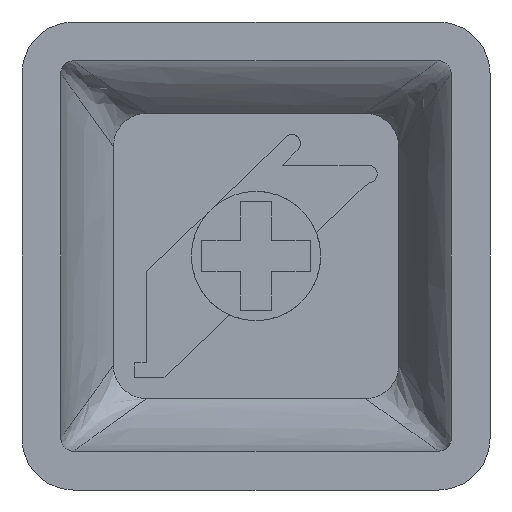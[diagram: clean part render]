
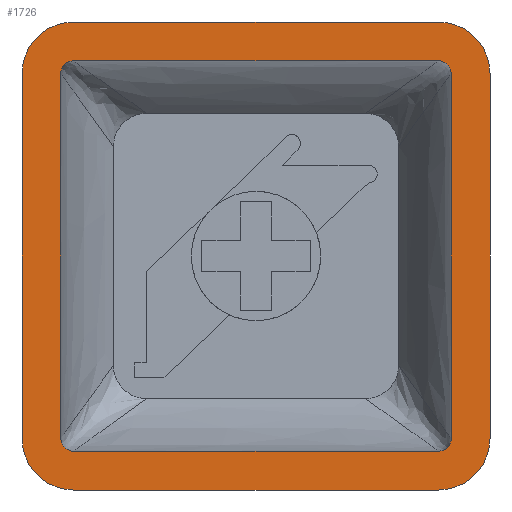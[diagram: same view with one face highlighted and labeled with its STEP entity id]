
A CAD part, front view. The second image highlights one B-rep face of the part: STEP entity #1726.
In plain terms, the highlighted planar face has unit normal (0, -1, 0).
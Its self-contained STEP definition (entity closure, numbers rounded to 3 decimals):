
#40=CIRCLE('',#1821,2.);
#41=CIRCLE('',#1822,2.);
#42=CIRCLE('',#1823,2.);
#43=CIRCLE('',#1824,2.);
#56=FACE_BOUND('',#245,.T.);
#75=PLANE('',#1820);
#148=FACE_OUTER_BOUND('',#244,.T.);
#244=EDGE_LOOP('',(#1287,#1288,#1289,#1290,#1291,#1292,#1293,#1294));
#245=EDGE_LOOP('',(#1295,#1296,#1297,#1298,#1299,#1300,#1301,#1302));
#359=LINE('',#2972,#533);
#360=LINE('',#2976,#534);
#361=LINE('',#2980,#535);
#362=LINE('',#2983,#536);
#533=VECTOR('',#1955,10.);
#534=VECTOR('',#1958,10.);
#535=VECTOR('',#1961,10.);
#536=VECTOR('',#1964,10.);
#687=B_SPLINE_CURVE_WITH_KNOTS('',3,(#2579,#2580,#2581,#2582,#2583,#2584,
#2585,#2586,#2587,#2588),.UNSPECIFIED.,.F.,.F.,(4,1,1,1,1,1,1,4),(0.,
0.143,0.286,0.429,0.571,
0.714,0.857,1.),.UNSPECIFIED.);
#690=B_SPLINE_CURVE_WITH_KNOTS('',3,(#2628,#2629,#2630,#2631,#2632,#2633,
#2634),.UNSPECIFIED.,.F.,.F.,(4,1,1,1,4),(0.,0.286,0.571,
0.857,1.),.UNSPECIFIED.);
#692=B_SPLINE_CURVE_WITH_KNOTS('',3,(#2696,#2697,#2698,#2699,#2700,#2701,
#2702,#2703,#2704),.UNSPECIFIED.,.F.,.F.,(4,1,1,1,1,1,4),(0.,
0.214,0.429,0.571,0.714,
0.857,1.),.UNSPECIFIED.);
#694=B_SPLINE_CURVE_WITH_KNOTS('',3,(#2738,#2739,#2740,#2741,#2742,#2743,
#2744),.UNSPECIFIED.,.F.,.F.,(4,1,1,1,4),(0.,0.286,0.571,
0.857,1.),.UNSPECIFIED.);
#696=B_SPLINE_CURVE_WITH_KNOTS('',3,(#2812,#2813,#2814,#2815,#2816,#2817,
#2818,#2819,#2820,#2821),.UNSPECIFIED.,.F.,.F.,(4,1,1,1,1,1,1,4),(0.,
0.143,0.286,0.429,0.571,
0.714,0.857,1.),.UNSPECIFIED.);
#698=B_SPLINE_CURVE_WITH_KNOTS('',3,(#2855,#2856,#2857,#2858,#2859,#2860,
#2861),.UNSPECIFIED.,.F.,.F.,(4,1,1,1,4),(0.,0.286,0.571,
0.857,1.),.UNSPECIFIED.);
#700=B_SPLINE_CURVE_WITH_KNOTS('',3,(#2923,#2924,#2925,#2926,#2927,#2928,
#2929,#2930,#2931),.UNSPECIFIED.,.F.,.F.,(4,1,1,1,1,1,4),(0.,
0.214,0.429,0.571,0.714,
0.857,1.),.UNSPECIFIED.);
#701=B_SPLINE_CURVE_WITH_KNOTS('',3,(#2960,#2961,#2962,#2963,#2964,#2965,
#2966),.UNSPECIFIED.,.F.,.F.,(4,1,1,1,4),(0.,0.286,0.571,
0.857,1.),.UNSPECIFIED.);
#766=VERTEX_POINT('',#2571);
#767=VERTEX_POINT('',#2578);
#768=VERTEX_POINT('',#2623);
#769=VERTEX_POINT('',#2689);
#770=VERTEX_POINT('',#2733);
#771=VERTEX_POINT('',#2805);
#772=VERTEX_POINT('',#2850);
#773=VERTEX_POINT('',#2916);
#774=VERTEX_POINT('',#2968);
#775=VERTEX_POINT('',#2969);
#776=VERTEX_POINT('',#2971);
#777=VERTEX_POINT('',#2973);
#778=VERTEX_POINT('',#2975);
#779=VERTEX_POINT('',#2977);
#780=VERTEX_POINT('',#2979);
#781=VERTEX_POINT('',#2981);
#959=EDGE_CURVE('',#767,#766,#687,.T.);
#962=EDGE_CURVE('',#766,#768,#690,.T.);
#964=EDGE_CURVE('',#768,#769,#692,.T.);
#966=EDGE_CURVE('',#769,#770,#694,.T.);
#968=EDGE_CURVE('',#770,#771,#696,.T.);
#970=EDGE_CURVE('',#771,#772,#698,.T.);
#972=EDGE_CURVE('',#772,#773,#700,.T.);
#973=EDGE_CURVE('',#773,#767,#701,.T.);
#974=EDGE_CURVE('',#774,#775,#40,.T.);
#975=EDGE_CURVE('',#776,#774,#359,.T.);
#976=EDGE_CURVE('',#777,#776,#41,.T.);
#977=EDGE_CURVE('',#778,#777,#360,.T.);
#978=EDGE_CURVE('',#779,#778,#42,.T.);
#979=EDGE_CURVE('',#780,#779,#361,.T.);
#980=EDGE_CURVE('',#781,#780,#43,.T.);
#981=EDGE_CURVE('',#775,#781,#362,.T.);
#1287=ORIENTED_EDGE('',*,*,#974,.F.);
#1288=ORIENTED_EDGE('',*,*,#975,.F.);
#1289=ORIENTED_EDGE('',*,*,#976,.F.);
#1290=ORIENTED_EDGE('',*,*,#977,.F.);
#1291=ORIENTED_EDGE('',*,*,#978,.F.);
#1292=ORIENTED_EDGE('',*,*,#979,.F.);
#1293=ORIENTED_EDGE('',*,*,#980,.F.);
#1294=ORIENTED_EDGE('',*,*,#981,.F.);
#1295=ORIENTED_EDGE('',*,*,#959,.T.);
#1296=ORIENTED_EDGE('',*,*,#962,.T.);
#1297=ORIENTED_EDGE('',*,*,#964,.T.);
#1298=ORIENTED_EDGE('',*,*,#966,.T.);
#1299=ORIENTED_EDGE('',*,*,#968,.T.);
#1300=ORIENTED_EDGE('',*,*,#970,.T.);
#1301=ORIENTED_EDGE('',*,*,#972,.T.);
#1302=ORIENTED_EDGE('',*,*,#973,.T.);
#1726=ADVANCED_FACE('',(#148,#56),#75,.F.);
#1820=AXIS2_PLACEMENT_3D('',#2967,#1951,#1952);
#1821=AXIS2_PLACEMENT_3D('',#2970,#1953,#1954);
#1822=AXIS2_PLACEMENT_3D('',#2974,#1956,#1957);
#1823=AXIS2_PLACEMENT_3D('',#2978,#1959,#1960);
#1824=AXIS2_PLACEMENT_3D('',#2982,#1962,#1963);
#1951=DIRECTION('center_axis',(0.,1.,0.));
#1952=DIRECTION('ref_axis',(0.,0.,1.));
#1953=DIRECTION('center_axis',(0.,1.,0.));
#1954=DIRECTION('ref_axis',(0.,0.,1.));
#1955=DIRECTION('',(1.,0.,0.));
#1956=DIRECTION('center_axis',(0.,1.,0.));
#1957=DIRECTION('ref_axis',(-1.,0.,0.));
#1958=DIRECTION('',(0.,0.,1.));
#1959=DIRECTION('center_axis',(0.,1.,0.));
#1960=DIRECTION('ref_axis',(0.,0.,-1.));
#1961=DIRECTION('',(-1.,0.,0.));
#1962=DIRECTION('center_axis',(0.,1.,0.));
#1963=DIRECTION('ref_axis',(1.,0.,0.));
#1964=DIRECTION('',(0.,0.,-1.));
#2571=CARTESIAN_POINT('',(16.6,0.,16.1));
#2578=CARTESIAN_POINT('',(16.1,0.,16.6));
#2579=CARTESIAN_POINT('Ctrl Pts',(16.1,0.,16.6));
#2580=CARTESIAN_POINT('Ctrl Pts',(16.137,0.,16.6));
#2581=CARTESIAN_POINT('Ctrl Pts',(16.212,0.,16.592));
#2582=CARTESIAN_POINT('Ctrl Pts',(16.319,0.,16.554));
#2583=CARTESIAN_POINT('Ctrl Pts',(16.414,0.,16.494));
#2584=CARTESIAN_POINT('Ctrl Pts',(16.494,0.,16.414));
#2585=CARTESIAN_POINT('Ctrl Pts',(16.554,0.,16.319));
#2586=CARTESIAN_POINT('Ctrl Pts',(16.592,0.,16.212));
#2587=CARTESIAN_POINT('Ctrl Pts',(16.6,0.,16.137));
#2588=CARTESIAN_POINT('Ctrl Pts',(16.6,0.,16.1));
#2623=CARTESIAN_POINT('',(16.6,0.,2.));
#2628=CARTESIAN_POINT('Ctrl Pts',(16.6,0.,16.1));
#2629=CARTESIAN_POINT('Ctrl Pts',(16.6,0.,15.801));
#2630=CARTESIAN_POINT('Ctrl Pts',(16.6,0.,13.413));
#2631=CARTESIAN_POINT('Ctrl Pts',(16.6,0.,7.532));
#2632=CARTESIAN_POINT('Ctrl Pts',(16.6,0.,3.269));
#2633=CARTESIAN_POINT('Ctrl Pts',(16.6,0.,2.15));
#2634=CARTESIAN_POINT('Ctrl Pts',(16.6,0.,2.));
#2689=CARTESIAN_POINT('',(16.1,0.,1.5));
#2696=CARTESIAN_POINT('Ctrl Pts',(16.6,0.,2.));
#2697=CARTESIAN_POINT('Ctrl Pts',(16.6,0.,1.944));
#2698=CARTESIAN_POINT('Ctrl Pts',(16.581,0.,1.832));
#2699=CARTESIAN_POINT('Ctrl Pts',(16.508,0.,1.699));
#2700=CARTESIAN_POINT('Ctrl Pts',(16.414,0.,1.606));
#2701=CARTESIAN_POINT('Ctrl Pts',(16.319,0.,1.546));
#2702=CARTESIAN_POINT('Ctrl Pts',(16.212,0.,1.508));
#2703=CARTESIAN_POINT('Ctrl Pts',(16.137,0.,1.5));
#2704=CARTESIAN_POINT('Ctrl Pts',(16.1,0.,1.5));
#2733=CARTESIAN_POINT('',(2.,0.,1.5));
#2738=CARTESIAN_POINT('Ctrl Pts',(16.1,0.,1.5));
#2739=CARTESIAN_POINT('Ctrl Pts',(15.801,0.,1.5));
#2740=CARTESIAN_POINT('Ctrl Pts',(13.413,0.,1.5));
#2741=CARTESIAN_POINT('Ctrl Pts',(7.532,0.,1.5));
#2742=CARTESIAN_POINT('Ctrl Pts',(3.269,0.,1.5));
#2743=CARTESIAN_POINT('Ctrl Pts',(2.15,0.,1.5));
#2744=CARTESIAN_POINT('Ctrl Pts',(2.,0.,1.5));
#2805=CARTESIAN_POINT('',(1.5,0.,2.));
#2812=CARTESIAN_POINT('Ctrl Pts',(2.,0.,1.5));
#2813=CARTESIAN_POINT('Ctrl Pts',(1.963,0.,1.5));
#2814=CARTESIAN_POINT('Ctrl Pts',(1.888,0.,1.508));
#2815=CARTESIAN_POINT('Ctrl Pts',(1.781,0.,1.546));
#2816=CARTESIAN_POINT('Ctrl Pts',(1.686,0.,1.606));
#2817=CARTESIAN_POINT('Ctrl Pts',(1.606,0.,1.686));
#2818=CARTESIAN_POINT('Ctrl Pts',(1.546,0.,1.781));
#2819=CARTESIAN_POINT('Ctrl Pts',(1.508,0.,1.888));
#2820=CARTESIAN_POINT('Ctrl Pts',(1.5,0.,1.963));
#2821=CARTESIAN_POINT('Ctrl Pts',(1.5,0.,2.));
#2850=CARTESIAN_POINT('',(1.5,0.,16.1));
#2855=CARTESIAN_POINT('Ctrl Pts',(1.5,0.,2.));
#2856=CARTESIAN_POINT('Ctrl Pts',(1.5,0.,2.299));
#2857=CARTESIAN_POINT('Ctrl Pts',(1.5,0.,4.687));
#2858=CARTESIAN_POINT('Ctrl Pts',(1.5,0.,10.568));
#2859=CARTESIAN_POINT('Ctrl Pts',(1.5,0.,14.831));
#2860=CARTESIAN_POINT('Ctrl Pts',(1.5,0.,15.95));
#2861=CARTESIAN_POINT('Ctrl Pts',(1.5,0.,16.1));
#2916=CARTESIAN_POINT('',(2.,0.,16.6));
#2923=CARTESIAN_POINT('Ctrl Pts',(1.5,0.,16.1));
#2924=CARTESIAN_POINT('Ctrl Pts',(1.5,0.,16.156));
#2925=CARTESIAN_POINT('Ctrl Pts',(1.519,0.,16.268));
#2926=CARTESIAN_POINT('Ctrl Pts',(1.592,0.,16.401));
#2927=CARTESIAN_POINT('Ctrl Pts',(1.686,0.,16.494));
#2928=CARTESIAN_POINT('Ctrl Pts',(1.781,0.,16.554));
#2929=CARTESIAN_POINT('Ctrl Pts',(1.888,0.,16.592));
#2930=CARTESIAN_POINT('Ctrl Pts',(1.963,0.,16.6));
#2931=CARTESIAN_POINT('Ctrl Pts',(2.,0.,16.6));
#2960=CARTESIAN_POINT('Ctrl Pts',(2.,0.,16.6));
#2961=CARTESIAN_POINT('Ctrl Pts',(2.299,0.,16.6));
#2962=CARTESIAN_POINT('Ctrl Pts',(4.687,0.,16.6));
#2963=CARTESIAN_POINT('Ctrl Pts',(10.568,0.,16.6));
#2964=CARTESIAN_POINT('Ctrl Pts',(14.831,0.,16.6));
#2965=CARTESIAN_POINT('Ctrl Pts',(15.95,0.,16.6));
#2966=CARTESIAN_POINT('Ctrl Pts',(16.1,0.,16.6));
#2967=CARTESIAN_POINT('Origin',(9.05,0.,9.05));
#2968=CARTESIAN_POINT('',(16.1,0.,18.1));
#2969=CARTESIAN_POINT('',(18.1,0.,16.1));
#2970=CARTESIAN_POINT('Origin',(16.1,0.,16.1));
#2971=CARTESIAN_POINT('',(2.,0.,18.1));
#2972=CARTESIAN_POINT('',(16.1,0.,18.1));
#2973=CARTESIAN_POINT('',(0.,0.,16.1));
#2974=CARTESIAN_POINT('Origin',(2.,0.,16.1));
#2975=CARTESIAN_POINT('',(0.,0.,2.));
#2976=CARTESIAN_POINT('',(0.,0.,16.1));
#2977=CARTESIAN_POINT('',(2.,0.,0.));
#2978=CARTESIAN_POINT('Origin',(2.,0.,2.));
#2979=CARTESIAN_POINT('',(16.1,0.,0.));
#2980=CARTESIAN_POINT('',(2.,0.,0.));
#2981=CARTESIAN_POINT('',(18.1,0.,2.));
#2982=CARTESIAN_POINT('Origin',(16.1,0.,2.));
#2983=CARTESIAN_POINT('',(18.1,0.,2.));
